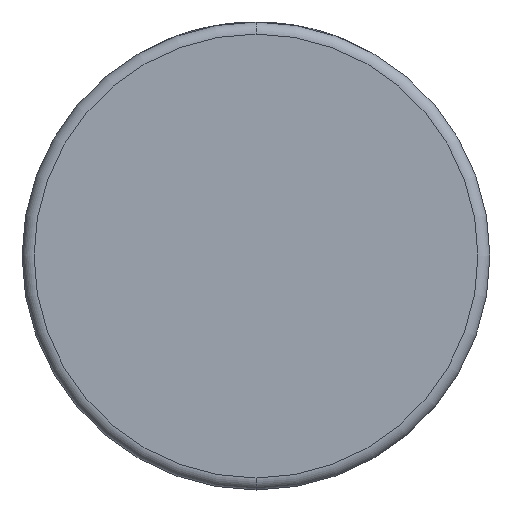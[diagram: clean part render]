
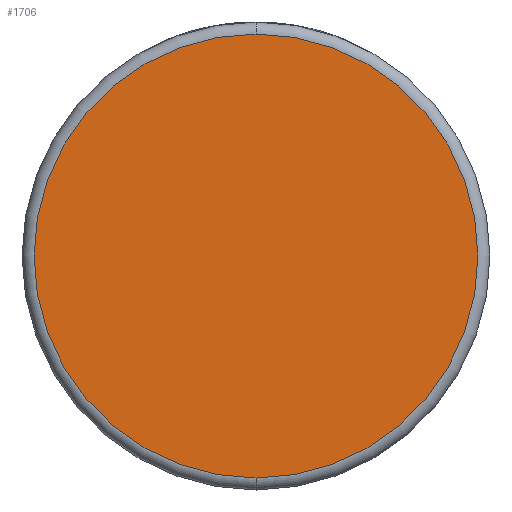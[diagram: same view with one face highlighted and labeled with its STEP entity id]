
A CAD part, front view. The second image highlights one B-rep face of the part: STEP entity #1706.
In plain terms, the highlighted planar face has unit normal (0, -1, 0).
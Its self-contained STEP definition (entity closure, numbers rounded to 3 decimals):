
#76 = CARTESIAN_POINT ( 'NONE',  ( 0., 0., 37. ) ) ;
#205 = AXIS2_PLACEMENT_3D ( 'NONE', #3261, #3608, #1324 ) ;
#303 = DIRECTION ( 'NONE',  ( 0., -1., 0. ) ) ;
#523 = VERTEX_POINT ( 'NONE', #76 ) ;
#1309 = PLANE ( 'NONE',  #2195 ) ;
#1324 = DIRECTION ( 'NONE',  ( 0., 0., 1. ) ) ;
#1587 = CARTESIAN_POINT ( 'NONE',  ( 0., 0., 0. ) ) ;
#1686 = CARTESIAN_POINT ( 'NONE',  ( 0., 0., 0. ) ) ;
#1706 = ADVANCED_FACE ( 'NONE', ( #2965 ), #1309, .F. ) ;
#1729 = EDGE_CURVE ( 'NONE', #523, #2249, #3649, .T. ) ;
#2195 = AXIS2_PLACEMENT_3D ( 'NONE', #1686, #3296, #3639 ) ;
#2249 = VERTEX_POINT ( 'NONE', #3148 ) ;
#2444 = CIRCLE ( 'NONE', #3738, 37. ) ;
#2569 = DIRECTION ( 'NONE',  ( 0., 0., 1. ) ) ;
#2713 = ORIENTED_EDGE ( 'NONE', *, *, #2893, .T. ) ;
#2893 = EDGE_CURVE ( 'NONE', #2249, #523, #2444, .T. ) ;
#2965 = FACE_OUTER_BOUND ( 'NONE', #3971, .T. ) ;
#3148 = CARTESIAN_POINT ( 'NONE',  ( 0., 0., -37. ) ) ;
#3261 = CARTESIAN_POINT ( 'NONE',  ( 0., 0., 0. ) ) ;
#3296 = DIRECTION ( 'NONE',  ( 0., 1., 0. ) ) ;
#3378 = ORIENTED_EDGE ( 'NONE', *, *, #1729, .T. ) ;
#3608 = DIRECTION ( 'NONE',  ( 0., -1., 0. ) ) ;
#3639 = DIRECTION ( 'NONE',  ( 0., 0., 1. ) ) ;
#3649 = CIRCLE ( 'NONE', #205, 37. ) ;
#3738 = AXIS2_PLACEMENT_3D ( 'NONE', #1587, #303, #2569 ) ;
#3971 = EDGE_LOOP ( 'NONE', ( #3378, #2713 ) ) ;
